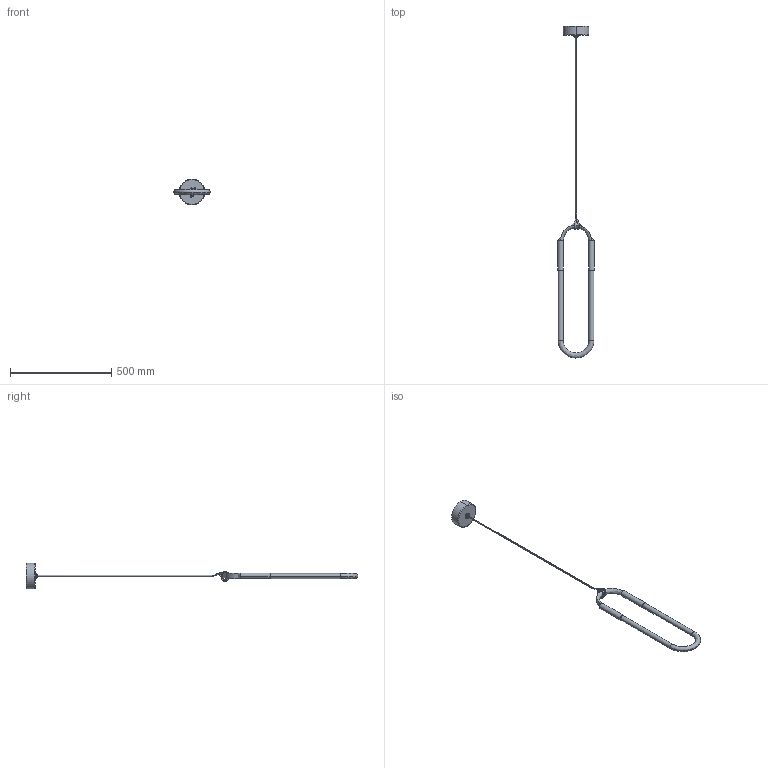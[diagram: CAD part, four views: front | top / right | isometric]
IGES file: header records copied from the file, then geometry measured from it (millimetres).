
Start section: SolidWorks IGES file using analytic representation for surfaces
Global section: file name: RUDIP3 - Rudi Loop 03_02OCT19.IGS; native system: SolidWorks 2015; preprocessor: SolidWorks 2015; author: Design; date: 191001.154129; units: millimetre
Bounding box: 180.97 x 1640.36 x 127 mm (x, y, z)
Volume: 1414106.5 mm3; surface area: 186849.8 mm2
Topology: 1 solids, 1 shells, 35 faces, 88 edges, 58 vertices
Faces by surface type: revolution 24, plane 7, bspline 4
